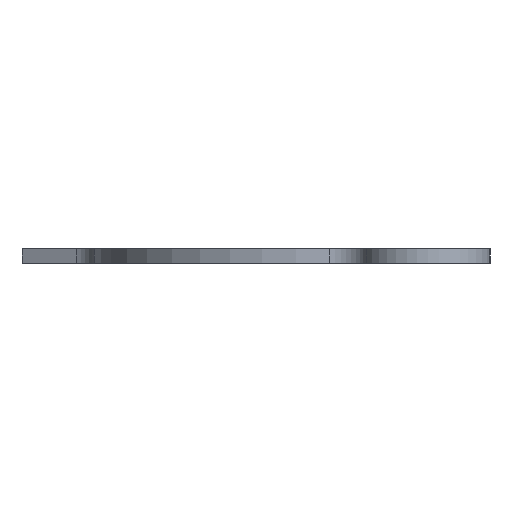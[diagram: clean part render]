
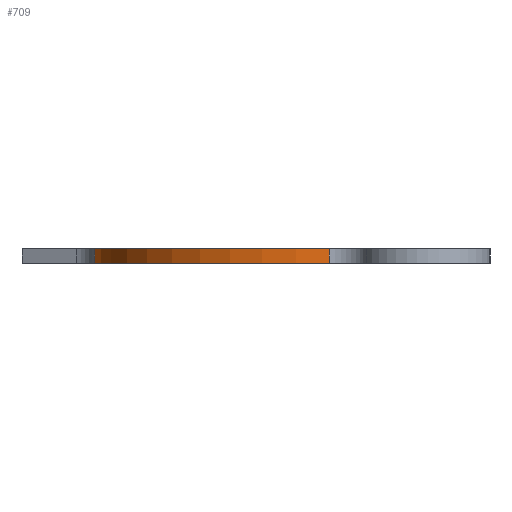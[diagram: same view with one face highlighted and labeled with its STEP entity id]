
A CAD part, left-side view. The second image highlights one B-rep face of the part: STEP entity #709.
In plain terms, the highlighted cylindrical face has radius 29.392 mm (diameter 58.784 mm), a partial arc.
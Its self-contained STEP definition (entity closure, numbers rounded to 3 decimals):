
#59=FACE_OUTER_BOUND('',#96,.T.);
#96=EDGE_LOOP('',(#517,#518,#519,#520));
#153=LINE('',#1096,#213);
#154=LINE('',#1105,#214);
#213=VECTOR('',#878,10.);
#214=VECTOR('',#889,10.);
#277=CIRCLE('',#767,29.392);
#278=CIRCLE('',#768,29.392);
#319=VERTEX_POINT('',#1089);
#322=VERTEX_POINT('',#1094);
#324=VERTEX_POINT('',#1102);
#325=VERTEX_POINT('',#1104);
#399=EDGE_CURVE('',#322,#319,#153,.T.);
#403=EDGE_CURVE('',#324,#325,#154,.T.);
#406=EDGE_CURVE('',#325,#322,#277,.T.);
#407=EDGE_CURVE('',#324,#319,#278,.T.);
#517=ORIENTED_EDGE('',*,*,#399,.F.);
#518=ORIENTED_EDGE('',*,*,#406,.F.);
#519=ORIENTED_EDGE('',*,*,#403,.F.);
#520=ORIENTED_EDGE('',*,*,#407,.T.);
#686=CYLINDRICAL_SURFACE('',#766,29.392);
#709=ADVANCED_FACE('',(#59),#686,.T.);
#766=AXIS2_PLACEMENT_3D('',#1109,#893,#894);
#767=AXIS2_PLACEMENT_3D('',#1110,#895,#896);
#768=AXIS2_PLACEMENT_3D('',#1111,#897,#898);
#878=DIRECTION('',(0.,0.,-1.));
#889=DIRECTION('',(0.,0.,1.));
#893=DIRECTION('center_axis',(0.,0.,1.));
#894=DIRECTION('ref_axis',(0.,1.,0.));
#895=DIRECTION('center_axis',(0.,0.,1.));
#896=DIRECTION('ref_axis',(0.,1.,0.));
#897=DIRECTION('center_axis',(0.,0.,1.));
#898=DIRECTION('ref_axis',(0.,1.,0.));
#1089=CARTESIAN_POINT('',(-43.816,13.31,0.));
#1094=CARTESIAN_POINT('',(-43.816,13.31,2.));
#1096=CARTESIAN_POINT('',(-43.816,13.31,0.));
#1102=CARTESIAN_POINT('',(-17.229,45.883,0.));
#1104=CARTESIAN_POINT('',(-17.229,45.883,2.));
#1105=CARTESIAN_POINT('',(-17.229,45.883,0.));
#1109=CARTESIAN_POINT('Origin',(-14.609,16.608,0.));
#1110=CARTESIAN_POINT('Origin',(-14.609,16.608,2.));
#1111=CARTESIAN_POINT('Origin',(-14.609,16.608,0.));
